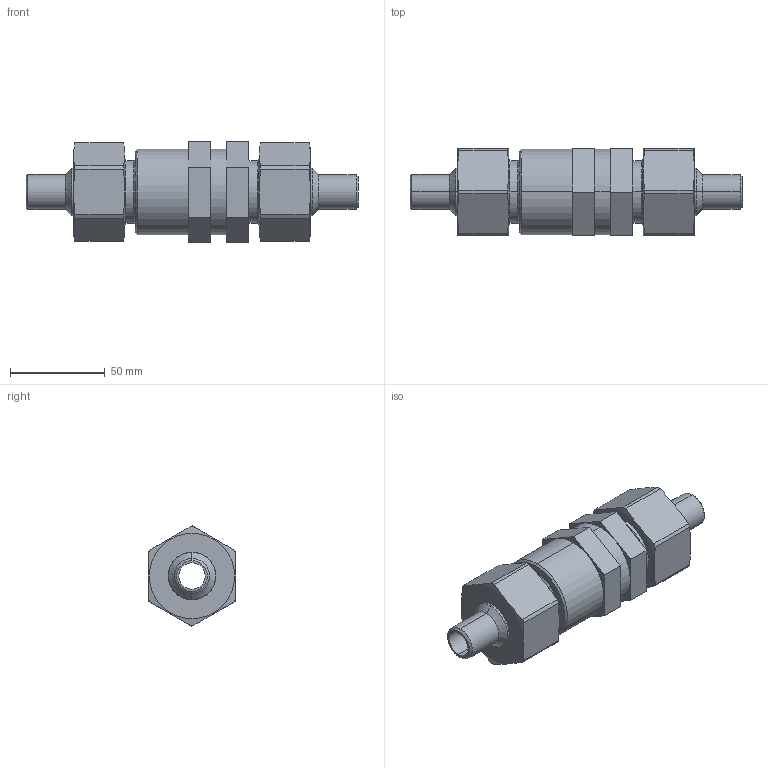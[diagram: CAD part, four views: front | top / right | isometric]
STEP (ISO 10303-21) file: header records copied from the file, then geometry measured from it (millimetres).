
FILE_DESCRIPTION (( 'STEP AP203' ), '1' );
FILE_NAME ('ÊÎ 20-250Íèï25 - Êëàïàí îáðàòíûé.STEP', '2017-02-14T09:49:37', ( '' ), ( '' ), 'SwSTEP 2.0', 'SolidWorks 2016', '' );
FILE_SCHEMA (( 'CONFIG_CONTROL_DESIGN' ));
Length unit declared in the file: millimetre
Products named in the file (3): +ðùúð ýðúøôýð  =øÿ25; Äåòàëü5^ÊÎ 20-250Íèï25 - Êëàïàí îáðàòíûé; ÊÎ 20-250Íèï25 - Êëàïàí îáðàòíûé
Assembly tree (3 placements, depth 2):
  ÊÎ 20-250Íèï25 - Êëàïàí îáðàòíûé
    +ðùúð ýðúøôýð  =øÿ25  x2
    Äåòàëü5^ÊÎ 20-250Íèï25 - Êëàïàí îáðàòíûé
Bounding box: 175.28 x 46 x 53 mm (x, y, z)
Volume: 196244.7 mm3; surface area: 47370.2 mm2
Topology: 3 solids, 3 shells, 113 faces, 262 edges, 160 vertices
Faces by surface type: cylinder 42, cone 36, plane 35
Entity records: 2821 total; most frequent: CARTESIAN_POINT 511, DIRECTION 444, ORIENTED_EDGE 392, EDGE_CURVE 196, AXIS2_PLACEMENT_3D 171, VERTEX_POINT 118, VECTOR 102, LINE 102
